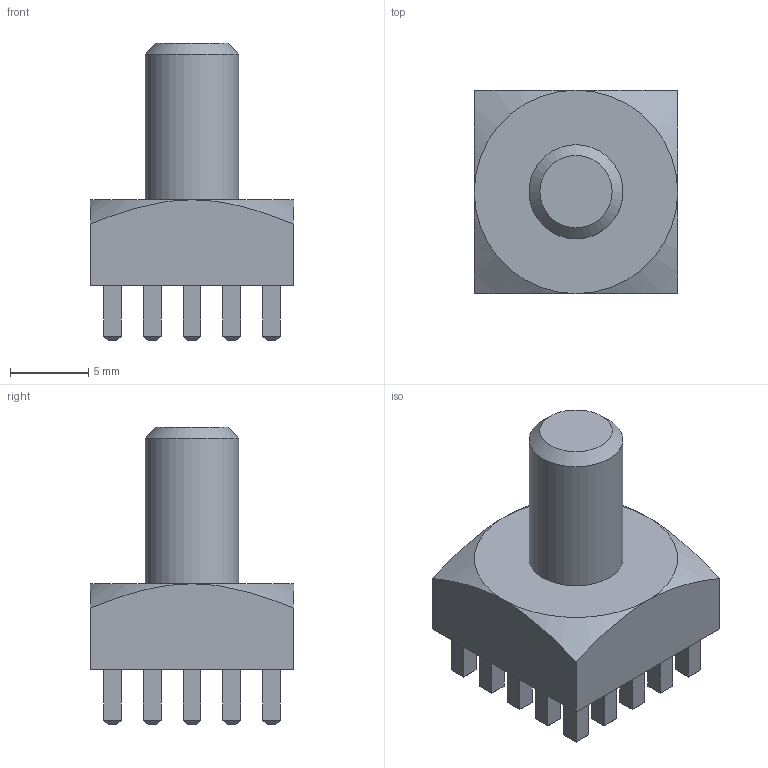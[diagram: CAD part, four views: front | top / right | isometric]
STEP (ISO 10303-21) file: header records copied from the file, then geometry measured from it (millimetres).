
FILE_DESCRIPTION( ( 'Unknown' ), '1' );
FILE_NAME( '7461098.stp', 'Unknown', ( 'Unknown' ), ( 'Unknown' ), 'PSStep 14.0', 'Unknown', ' ' );
FILE_SCHEMA( ( 'AUTOMOTIVE_DESIGN { 1 0 10303 214 1 1 1 1 }' ) );
Length unit declared in the file: millimetre
Products named in the file (1): 1
Bounding box: 13 x 13 x 19 mm (x, y, z)
Volume: 1298.5 mm3; surface area: 1152.9 mm2
Topology: 1 solids, 1 shells, 238 faces, 526 edges, 316 vertices
Faces by surface type: plane 232, cone 5, cylinder 1
Full cylindrical faces by diameter (mm): 6 x1
Entity records: 8234 total; most frequent: CARTESIAN_POINT 1141, ORIENTED_EDGE 1046, DIRECTION 1000, EDGE_CURVE 523, LINE 508, VECTOR 508, VERTEX_POINT 315, EDGE_LOOP 266
